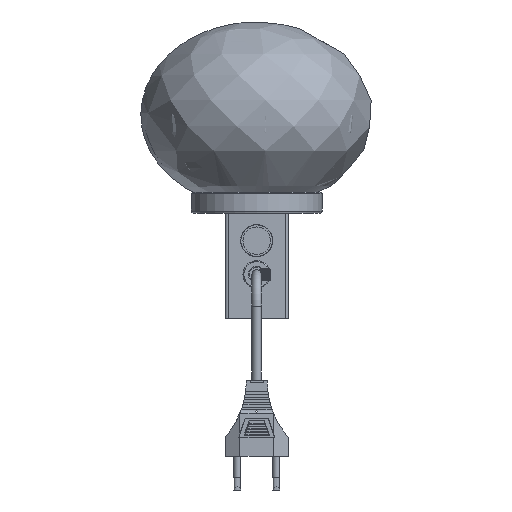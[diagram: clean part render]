
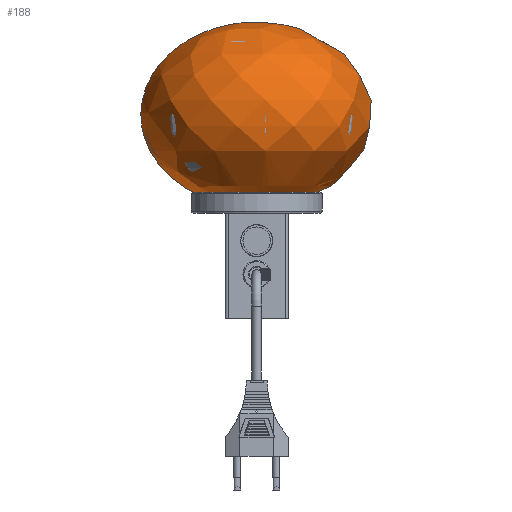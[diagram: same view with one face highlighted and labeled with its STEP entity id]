
A CAD part, front view. The second image highlights one B-rep face of the part: STEP entity #188.
In plain terms, the highlighted free-form (B-spline) face has degree [3, 3] with [4, 7] control points.
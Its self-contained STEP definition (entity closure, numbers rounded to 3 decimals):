
#188 = ADVANCED_FACE ( 'NONE', ( #14521 ), #25372, .F. ) ;
#695 = CARTESIAN_POINT ( 'NONE',  ( 0., 86., 0. ) ) ;
#786 = CARTESIAN_POINT ( 'NONE',  ( 82.749, 86., 0. ) ) ;
#965 = CARTESIAN_POINT ( 'NONE',  ( -82.749, 86., -165.498 ) ) ;
#1042 = CARTESIAN_POINT ( 'NONE',  ( 95.697, 20.732, -191.394 ) ) ;
#2715 = CARTESIAN_POINT ( 'NONE',  ( 0., 0.306, 17. ) ) ;
#2882 = CARTESIAN_POINT ( 'NONE',  ( -82.749, 86., 165.498 ) ) ;
#3058 = CARTESIAN_POINT ( 'NONE',  ( -95.697, 20.732, 191.394 ) ) ;
#4240 = CIRCLE ( 'NONE', #15265, 17. ) ;
#6788 = CARTESIAN_POINT ( 'NONE',  ( 82.749, 86., -165.498 ) ) ;
#6877 = CARTESIAN_POINT ( 'NONE',  ( 17., 0.306, 0. ) ) ;
#7044 = CARTESIAN_POINT ( 'NONE',  ( 17., 0.306, 34. ) ) ;
#8969 = CARTESIAN_POINT ( 'NONE',  ( -82.749, 86., 0. ) ) ;
#9564 = EDGE_LOOP ( 'NONE', ( #12720 ) ) ;
#9691 = CARTESIAN_POINT ( 'NONE',  ( 0., 0.306, 0. ) ) ;
#10691 = CARTESIAN_POINT ( 'NONE',  ( 0., 86., 0. ) ) ;
#10782 = CARTESIAN_POINT ( 'NONE',  ( -17., 0.306, 0. ) ) ;
#12599 = CARTESIAN_POINT ( 'NONE',  ( 82.749, 86., 165.498 ) ) ;
#12720 = ORIENTED_EDGE ( 'NONE', *, *, #17206, .T. ) ;
#12857 = CARTESIAN_POINT ( 'NONE',  ( 0., 86., 0. ) ) ;
#14521 = FACE_OUTER_BOUND ( 'NONE', #9564, .T. ) ;
#14861 = CARTESIAN_POINT ( 'NONE',  ( 0., 86., 0. ) ) ;
#15265 = AXIS2_PLACEMENT_3D ( 'NONE', #9691, #16017, #23711 ) ;
#16017 = DIRECTION ( 'NONE',  ( 0., 1., 0. ) ) ;
#16759 = CARTESIAN_POINT ( 'NONE',  ( 82.749, 86., 0. ) ) ;
#17206 = EDGE_CURVE ( 'NONE', #25491, #25491, #4240, .T. ) ;
#18569 = CARTESIAN_POINT ( 'NONE',  ( 0., 86., 0. ) ) ;
#18737 = CARTESIAN_POINT ( 'NONE',  ( 0., 86., 0. ) ) ;
#18827 = CARTESIAN_POINT ( 'NONE',  ( 95.697, 20.732, 0. ) ) ;
#18924 = CARTESIAN_POINT ( 'NONE',  ( -17., 0.306, -34. ) ) ;
#20741 = CARTESIAN_POINT ( 'NONE',  ( 95.697, 20.732, 0. ) ) ;
#20832 = CARTESIAN_POINT ( 'NONE',  ( -17., 0.306, 34. ) ) ;
#22550 = CARTESIAN_POINT ( 'NONE',  ( -95.697, 20.732, -191.394 ) ) ;
#22639 = CARTESIAN_POINT ( 'NONE',  ( 17., 0.306, -34. ) ) ;
#22719 = CARTESIAN_POINT ( 'NONE',  ( -95.697, 20.732, 0. ) ) ;
#22806 = CARTESIAN_POINT ( 'NONE',  ( 0., 86., 0. ) ) ;
#23711 = DIRECTION ( 'NONE',  ( 0., 0., 1. ) ) ;
#24443 = CARTESIAN_POINT ( 'NONE',  ( 17., 0.306, 0. ) ) ;
#24614 = CARTESIAN_POINT ( 'NONE',  ( 95.697, 20.732, 191.394 ) ) ;
#25372 =( BOUNDED_SURFACE ( )  B_SPLINE_SURFACE ( 3, 3, ( 
 ( #6877, #22639, #18924, #10782, #20832, #7044, #24443 ),
 ( #20741, #1042, #22550, #22719, #3058, #24614, #18827 ),
 ( #786, #6788, #965, #8969, #2882, #12599, #16759 ),
 ( #22806, #14861, #12857, #695, #18569, #18737, #10691 ) ),
 .UNSPECIFIED., .F., .T., .F. ) 
 B_SPLINE_SURFACE_WITH_KNOTS ( ( 4, 4 ),
 ( 4, 3, 4 ),
 ( 0., 1. ),
 ( 0., 0.5, 1. ),
 .UNSPECIFIED. ) 
 GEOMETRIC_REPRESENTATION_ITEM ( )  RATIONAL_B_SPLINE_SURFACE ( (
 ( 1., 0.333, 0.333, 1., 0.333, 0.333, 1.),
 ( 0.438, 0.146, 0.146, 0.438, 0.146, 0.146, 0.438),
 ( 0.438, 0.146, 0.146, 0.438, 0.146, 0.146, 0.438),
 ( 1., 0.333, 0.333, 1., 0.333, 0.333, 1.) ) ) 
 REPRESENTATION_ITEM ( '' )  SURFACE ( )  );
#25491 = VERTEX_POINT ( 'NONE', #2715 ) ;
